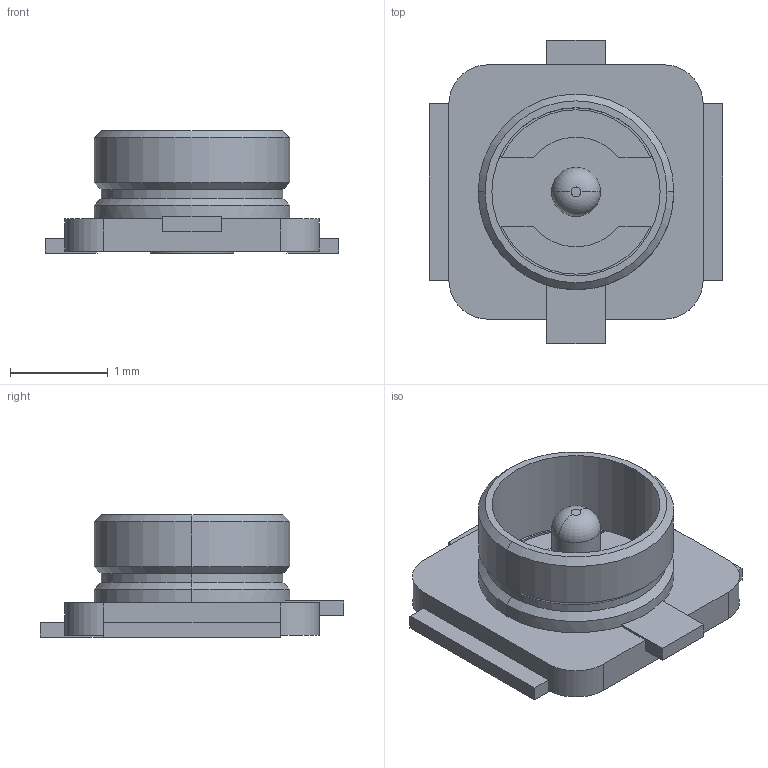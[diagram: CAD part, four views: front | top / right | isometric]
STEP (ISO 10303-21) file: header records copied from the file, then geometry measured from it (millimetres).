
FILE_DESCRIPTION (( 'STEP AP203' ), '1' );
FILE_NAME ('U.FL-R-SMT-1(10).STEP', '2021-03-23T05:23:32', ( 'Admin' ), ( '' ), 'SwSTEP 2.0', 'SolidWorks 2018', '' );
FILE_SCHEMA (( 'CONFIG_CONTROL_DESIGN' ));
Length unit declared in the file: millimetre
Products named in the file (1): U.FL-R-SMT-1(10)
Bounding box: 3 x 3.1 x 1.25 mm (x, y, z)
Volume: 3.2 mm3; surface area: 30.8 mm2
Topology: 1 solids, 1 shells, 79 faces, 203 edges, 130 vertices
Faces by surface type: plane 47, cylinder 24, cone 6, torus 2
Entity records: 2462 total; most frequent: DIRECTION 419, CARTESIAN_POINT 413, ORIENTED_EDGE 406, EDGE_CURVE 203, LINE 147, VECTOR 147, AXIS2_PLACEMENT_3D 136, VERTEX_POINT 130
